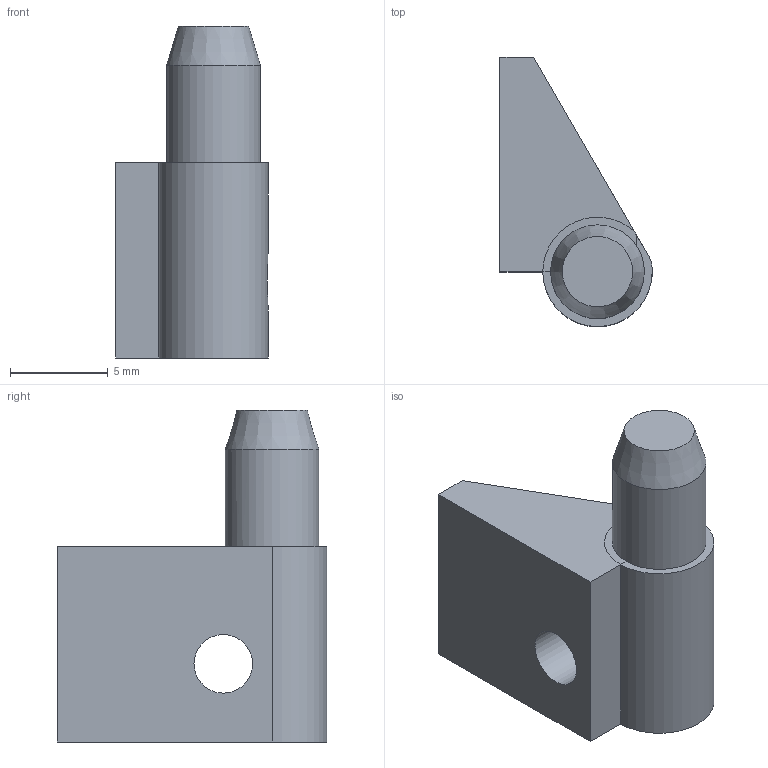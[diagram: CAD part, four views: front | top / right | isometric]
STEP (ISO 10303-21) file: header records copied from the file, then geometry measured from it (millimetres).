
FILE_DESCRIPTION(('FreeCAD Model'),'2;1');
FILE_NAME('RAMPS-cover-hinges-B.step','2020-04-18T17:53:17',('Author'),(''), 'Open CASCADE STEP processor 7.3','FreeCAD','Unknown');
FILE_SCHEMA(('AUTOMOTIVE_DESIGN { 1 0 10303 214 1 1 1 1 }'));
Length unit declared in the file: millimetre
Products named in the file (1): difference
Bounding box: 7.8 x 13.8 x 17 mm (x, y, z)
Volume: 678.4 mm3; surface area: 658.4 mm2
Topology: 1 solids, 1 shells, 21 faces, 52 edges, 33 vertices
Faces by surface type: plane 14, cylinder 6, cone 1
Full cylindrical faces by diameter (mm): 3 x1, 4.8 x1, 6 x1
Entity records: 1678 total; most frequent: CARTESIAN_POINT 489, DIRECTION 187, ORIENTED_EDGE 104, PCURVE 104, DEFINITIONAL_REPRESENTATION 104, LINE 82, VECTOR 82, EDGE_CURVE 52
